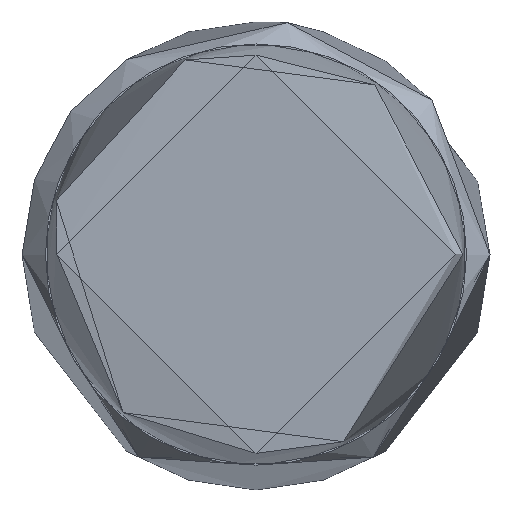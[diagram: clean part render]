
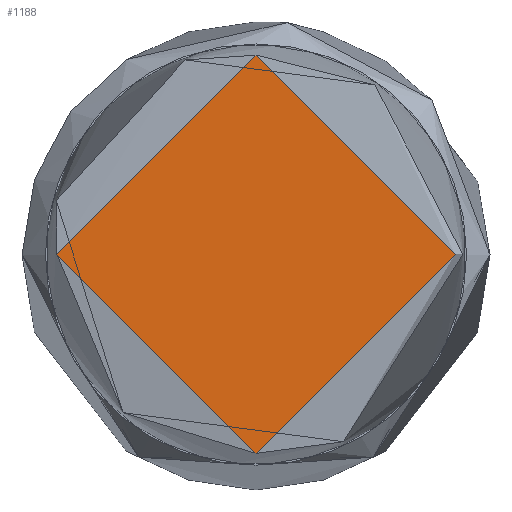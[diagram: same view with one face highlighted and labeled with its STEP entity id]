
A CAD part, top view. The second image highlights one B-rep face of the part: STEP entity #1188.
In plain terms, the highlighted planar face has unit normal (0, 0, 1).
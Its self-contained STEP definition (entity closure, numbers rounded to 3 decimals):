
#176=PLANE('',#1286);
#217=CIRCLE('',#1287,5.103);
#285=FACE_OUTER_BOUND('',#361,.T.);
#361=EDGE_LOOP('',(#842));
#506=VERTEX_POINT('',#1892);
#645=EDGE_CURVE('',#506,#506,#217,.T.);
#842=ORIENTED_EDGE('',*,*,#645,.F.);
#1188=ADVANCED_FACE('',(#285),#176,.F.);
#1286=AXIS2_PLACEMENT_3D('',#1891,#1436,#1437);
#1287=AXIS2_PLACEMENT_3D('',#1893,#1438,#1439);
#1436=DIRECTION('center_axis',(0.,0.,-1.));
#1437=DIRECTION('ref_axis',(1.,0.,0.));
#1438=DIRECTION('center_axis',(0.,0.,-1.));
#1439=DIRECTION('ref_axis',(1.,0.,0.));
#1891=CARTESIAN_POINT('Origin',(0.,0.,36.5));
#1892=CARTESIAN_POINT('',(5.103,0.,36.5));
#1893=CARTESIAN_POINT('Origin',(0.,0.,36.5));
